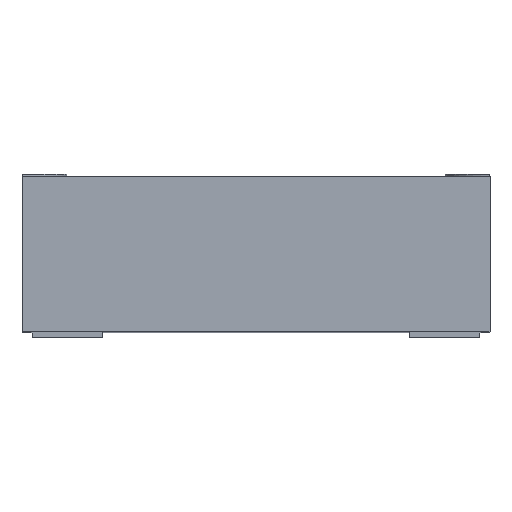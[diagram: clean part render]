
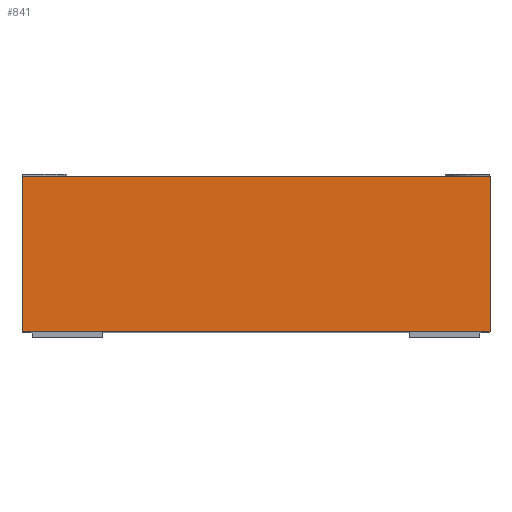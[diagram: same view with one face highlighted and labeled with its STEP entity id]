
A CAD part, top view. The second image highlights one B-rep face of the part: STEP entity #841.
In plain terms, the highlighted planar face has unit normal (0, 0, 1).
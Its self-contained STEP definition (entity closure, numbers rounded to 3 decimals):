
#11 = CARTESIAN_POINT ( 'NONE',  ( -2.335, -1.55, 1.615 ) ) ;
#56 = EDGE_CURVE ( 'NONE', #698, #130, #70, .T. ) ;
#66 = CARTESIAN_POINT ( 'NONE',  ( 2.335, -1.55, 1.615 ) ) ;
#67 = DIRECTION ( 'NONE',  ( 0., 0., 1. ) ) ;
#70 = LINE ( 'NONE', #11, #565 ) ;
#130 = VERTEX_POINT ( 'NONE', #66 ) ;
#132 = PLANE ( 'NONE',  #789 ) ;
#144 = EDGE_CURVE ( 'NONE', #797, #639, #837, .T. ) ;
#149 = ORIENTED_EDGE ( 'NONE', *, *, #482, .F. ) ;
#152 = DIRECTION ( 'NONE',  ( 1., 0., 0. ) ) ;
#165 = CARTESIAN_POINT ( 'NONE',  ( 2.335, 0., 1.615 ) ) ;
#189 = EDGE_LOOP ( 'NONE', ( #439, #149, #400, #233 ) ) ;
#233 = ORIENTED_EDGE ( 'NONE', *, *, #421, .T. ) ;
#244 = VECTOR ( 'NONE', #755, 1000. ) ;
#258 = CARTESIAN_POINT ( 'NONE',  ( -2.335, -1.55, 1.615 ) ) ;
#345 = CARTESIAN_POINT ( 'NONE',  ( -2.335, 0., 1.615 ) ) ;
#387 = CARTESIAN_POINT ( 'NONE',  ( -2.335, 0., 1.615 ) ) ;
#388 = LINE ( 'NONE', #820, #244 ) ;
#400 = ORIENTED_EDGE ( 'NONE', *, *, #56, .T. ) ;
#413 = FACE_OUTER_BOUND ( 'NONE', #189, .T. ) ;
#421 = EDGE_CURVE ( 'NONE', #130, #639, #388, .T. ) ;
#422 = VECTOR ( 'NONE', #627, 1000. ) ;
#439 = ORIENTED_EDGE ( 'NONE', *, *, #144, .F. ) ;
#482 = EDGE_CURVE ( 'NONE', #698, #797, #621, .T. ) ;
#565 = VECTOR ( 'NONE', #704, 1000. ) ;
#621 = LINE ( 'NONE', #904, #422 ) ;
#627 = DIRECTION ( 'NONE',  ( 0., 1., 0. ) ) ;
#639 = VERTEX_POINT ( 'NONE', #165 ) ;
#658 = CARTESIAN_POINT ( 'NONE',  ( -2.335, -1.55, 1.615 ) ) ;
#698 = VERTEX_POINT ( 'NONE', #658 ) ;
#704 = DIRECTION ( 'NONE',  ( 1., 0., 0. ) ) ;
#755 = DIRECTION ( 'NONE',  ( 0., 1., 0. ) ) ;
#773 = DIRECTION ( 'NONE',  ( 1., 0., 0. ) ) ;
#789 = AXIS2_PLACEMENT_3D ( 'NONE', #258, #67, #773 ) ;
#797 = VERTEX_POINT ( 'NONE', #387 ) ;
#800 = VECTOR ( 'NONE', #152, 1000. ) ;
#820 = CARTESIAN_POINT ( 'NONE',  ( 2.335, -1.55, 1.615 ) ) ;
#837 = LINE ( 'NONE', #345, #800 ) ;
#841 = ADVANCED_FACE ( 'NONE', ( #413 ), #132, .T. ) ;
#904 = CARTESIAN_POINT ( 'NONE',  ( -2.335, -1.55, 1.615 ) ) ;
